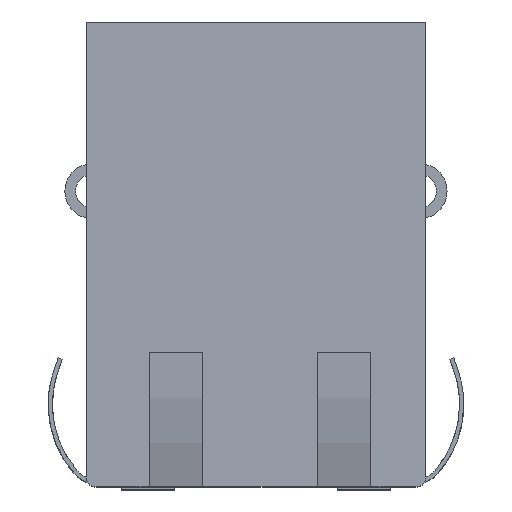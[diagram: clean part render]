
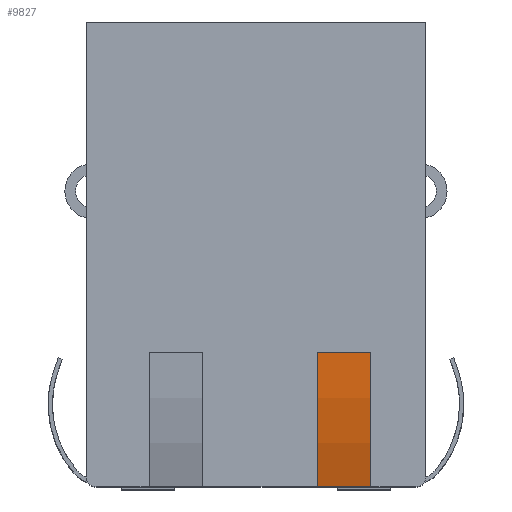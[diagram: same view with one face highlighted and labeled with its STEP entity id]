
A CAD part, top view. The second image highlights one B-rep face of the part: STEP entity #9827.
In plain terms, the highlighted cylindrical face has radius 20.32 mm (diameter 40.64 mm), a partial arc.
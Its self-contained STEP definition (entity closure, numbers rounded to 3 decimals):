
#1874 = PLANE('',#1875);
#1875 = AXIS2_PLACEMENT_3D('',#1876,#1877,#1878);
#1876 = CARTESIAN_POINT('',(-1.87,-19.91,0.));
#1877 = DIRECTION('',(0.,-1.,0.));
#1878 = DIRECTION('',(0.,-0.,-1.));
#7803 = VERTEX_POINT('',#7804);
#7804 = CARTESIAN_POINT('',(11.175,-19.91,12.741));
#7830 = EDGE_CURVE('',#7803,#7831,#7833,.T.);
#7831 = VERTEX_POINT('',#7832);
#7832 = CARTESIAN_POINT('',(8.635,-19.91,12.741));
#7833 = SURFACE_CURVE('',#7834,(#7838,#7845),.PCURVE_S1.);
#7834 = LINE('',#7835,#7836);
#7835 = CARTESIAN_POINT('',(-2.35,-19.91,12.741)
  );
#7836 = VECTOR('',#7837,1.);
#7837 = DIRECTION('',(-1.,0.,-0.));
#7838 = PCURVE('',#1874,#7839);
#7839 = DEFINITIONAL_REPRESENTATION('',(#7840),#7844);
#7840 = LINE('',#7841,#7842);
#7841 = CARTESIAN_POINT('',(-12.741,-0.48));
#7842 = VECTOR('',#7843,1.);
#7843 = DIRECTION('',(-0.,-1.));
#7844 = ( GEOMETRIC_REPRESENTATION_CONTEXT(2) 
PARAMETRIC_REPRESENTATION_CONTEXT() REPRESENTATION_CONTEXT('2D SPACE',''
  ) );
#7845 = PCURVE('',#7846,#7851);
#7846 = CYLINDRICAL_SURFACE('',#7847,20.32);
#7847 = AXIS2_PLACEMENT_3D('',#7848,#7849,#7850);
#7848 = CARTESIAN_POINT('',(3.175,-13.614,-6.579));
#7849 = DIRECTION('',(1.,0.,0.));
#7850 = DIRECTION('',(0.,0.,-1.));
#7851 = DEFINITIONAL_REPRESENTATION('',(#7852),#7856);
#7852 = LINE('',#7853,#7854);
#7853 = CARTESIAN_POINT('',(3.457,-5.525));
#7854 = VECTOR('',#7855,1.);
#7855 = DIRECTION('',(0.,-1.));
#7856 = ( GEOMETRIC_REPRESENTATION_CONTEXT(2) 
PARAMETRIC_REPRESENTATION_CONTEXT() REPRESENTATION_CONTEXT('2D SPACE',''
  ) );
#9727 = PLANE('',#9728);
#9728 = AXIS2_PLACEMENT_3D('',#9729,#9730,#9731);
#9729 = CARTESIAN_POINT('',(8.635,-13.51,
    13.36));
#9730 = DIRECTION('',(0.,1.,0.));
#9731 = DIRECTION('',(0.,-0.,1.));
#9752 = VERTEX_POINT('',#9753);
#9753 = CARTESIAN_POINT('',(8.635,-13.51,
    13.741));
#9767 = PLANE('',#9768);
#9768 = AXIS2_PLACEMENT_3D('',#9769,#9770,#9771);
#9769 = CARTESIAN_POINT('',(8.635,-13.614,-6.579));
#9770 = DIRECTION('',(-1.,0.,0.));
#9771 = DIRECTION('',(0.,0.,1.));
#9779 = EDGE_CURVE('',#9780,#9752,#9782,.T.);
#9780 = VERTEX_POINT('',#9781);
#9781 = CARTESIAN_POINT('',(11.175,-13.51,13.741)
  );
#9782 = SURFACE_CURVE('',#9783,(#9787,#9794),.PCURVE_S1.);
#9783 = LINE('',#9784,#9785);
#9784 = CARTESIAN_POINT('',(3.175,-13.51,
    13.741));
#9785 = VECTOR('',#9786,1.);
#9786 = DIRECTION('',(-1.,-0.,-0.));
#9787 = PCURVE('',#9727,#9788);
#9788 = DEFINITIONAL_REPRESENTATION('',(#9789),#9793);
#9789 = LINE('',#9790,#9791);
#9790 = CARTESIAN_POINT('',(0.381,-5.46));
#9791 = VECTOR('',#9792,1.);
#9792 = DIRECTION('',(0.,-1.));
#9793 = ( GEOMETRIC_REPRESENTATION_CONTEXT(2) 
PARAMETRIC_REPRESENTATION_CONTEXT() REPRESENTATION_CONTEXT('2D SPACE',''
  ) );
#9794 = PCURVE('',#7846,#9795);
#9795 = DEFINITIONAL_REPRESENTATION('',(#9796),#9800);
#9796 = LINE('',#9797,#9798);
#9797 = CARTESIAN_POINT('',(3.136,0.));
#9798 = VECTOR('',#9799,1.);
#9799 = DIRECTION('',(0.,-1.));
#9800 = ( GEOMETRIC_REPRESENTATION_CONTEXT(2) 
PARAMETRIC_REPRESENTATION_CONTEXT() REPRESENTATION_CONTEXT('2D SPACE',''
  ) );
#9816 = PLANE('',#9817);
#9817 = AXIS2_PLACEMENT_3D('',#9818,#9819,#9820);
#9818 = CARTESIAN_POINT('',(11.175,-13.614,-6.579));
#9819 = DIRECTION('',(1.,0.,0.));
#9820 = DIRECTION('',(0.,0.,-1.));
#9827 = ADVANCED_FACE('',(#9828),#7846,.T.);
#9828 = FACE_BOUND('',#9829,.T.);
#9829 = EDGE_LOOP('',(#9830,#9831,#9853,#9854));
#9830 = ORIENTED_EDGE('',*,*,#9779,.T.);
#9831 = ORIENTED_EDGE('',*,*,#9832,.F.);
#9832 = EDGE_CURVE('',#7831,#9752,#9833,.T.);
#9833 = SURFACE_CURVE('',#9834,(#9839,#9846),.PCURVE_S1.);
#9834 = CIRCLE('',#9835,20.32);
#9835 = AXIS2_PLACEMENT_3D('',#9836,#9837,#9838);
#9836 = CARTESIAN_POINT('',(8.635,-13.614,-6.579));
#9837 = DIRECTION('',(-1.,0.,0.));
#9838 = DIRECTION('',(0.,0.,1.));
#9839 = PCURVE('',#7846,#9840);
#9840 = DEFINITIONAL_REPRESENTATION('',(#9841),#9845);
#9841 = LINE('',#9842,#9843);
#9842 = CARTESIAN_POINT('',(9.425,5.46));
#9843 = VECTOR('',#9844,1.);
#9844 = DIRECTION('',(-1.,0.));
#9845 = ( GEOMETRIC_REPRESENTATION_CONTEXT(2) 
PARAMETRIC_REPRESENTATION_CONTEXT() REPRESENTATION_CONTEXT('2D SPACE',''
  ) );
#9846 = PCURVE('',#9767,#9847);
#9847 = DEFINITIONAL_REPRESENTATION('',(#9848),#9852);
#9848 = CIRCLE('',#9849,20.32);
#9849 = AXIS2_PLACEMENT_2D('',#9850,#9851);
#9850 = CARTESIAN_POINT('',(0.,0.));
#9851 = DIRECTION('',(1.,0.));
#9852 = ( GEOMETRIC_REPRESENTATION_CONTEXT(2) 
PARAMETRIC_REPRESENTATION_CONTEXT() REPRESENTATION_CONTEXT('2D SPACE',''
  ) );
#9853 = ORIENTED_EDGE('',*,*,#7830,.F.);
#9854 = ORIENTED_EDGE('',*,*,#9855,.F.);
#9855 = EDGE_CURVE('',#9780,#7803,#9856,.T.);
#9856 = SURFACE_CURVE('',#9857,(#9862,#9869),.PCURVE_S1.);
#9857 = CIRCLE('',#9858,20.32);
#9858 = AXIS2_PLACEMENT_3D('',#9859,#9860,#9861);
#9859 = CARTESIAN_POINT('',(11.175,-13.614,-6.579));
#9860 = DIRECTION('',(1.,0.,0.));
#9861 = DIRECTION('',(0.,0.,-1.));
#9862 = PCURVE('',#7846,#9863);
#9863 = DEFINITIONAL_REPRESENTATION('',(#9864),#9868);
#9864 = LINE('',#9865,#9866);
#9865 = CARTESIAN_POINT('',(0.,8.));
#9866 = VECTOR('',#9867,1.);
#9867 = DIRECTION('',(1.,0.));
#9868 = ( GEOMETRIC_REPRESENTATION_CONTEXT(2) 
PARAMETRIC_REPRESENTATION_CONTEXT() REPRESENTATION_CONTEXT('2D SPACE',''
  ) );
#9869 = PCURVE('',#9816,#9870);
#9870 = DEFINITIONAL_REPRESENTATION('',(#9871),#9875);
#9871 = CIRCLE('',#9872,20.32);
#9872 = AXIS2_PLACEMENT_2D('',#9873,#9874);
#9873 = CARTESIAN_POINT('',(0.,0.));
#9874 = DIRECTION('',(1.,0.));
#9875 = ( GEOMETRIC_REPRESENTATION_CONTEXT(2) 
PARAMETRIC_REPRESENTATION_CONTEXT() REPRESENTATION_CONTEXT('2D SPACE',''
  ) );
